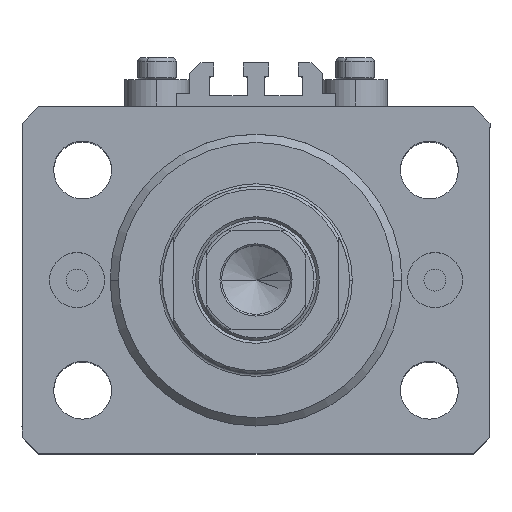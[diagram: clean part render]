
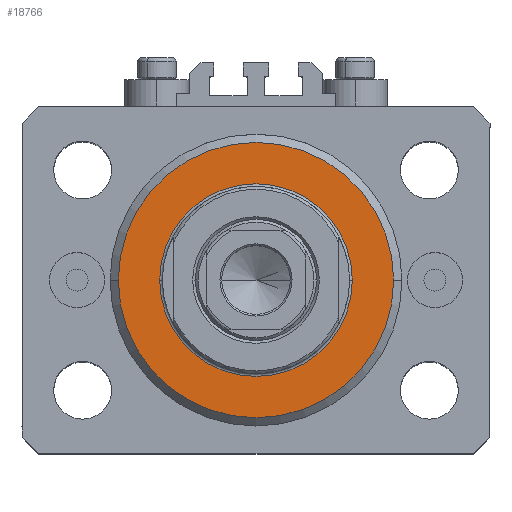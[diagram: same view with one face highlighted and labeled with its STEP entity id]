
A CAD part, top view. The second image highlights one B-rep face of the part: STEP entity #18766.
In plain terms, the highlighted face is planar.
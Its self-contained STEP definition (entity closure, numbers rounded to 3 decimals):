
#45 = CIRCLE ( 'NONE', #45786, 17.5 ) ;
#122 = CARTESIAN_POINT ( 'NONE',  ( 0., 0., 0. ) ) ;
#2534 = AXIS2_PLACEMENT_3D ( 'NONE', #13592, #36238, #17406 ) ;
#4903 = ORIENTED_EDGE ( 'NONE', *, *, #9695, .T. ) ;
#5944 = DIRECTION ( 'NONE',  ( 0., 0., 1. ) ) ;
#5987 = AXIS2_PLACEMENT_3D ( 'NONE', #39512, #22063, #6811 ) ;
#6662 = FACE_BOUND ( 'NONE', #45951, .T. ) ;
#6811 = DIRECTION ( 'NONE',  ( 1., 0., 0. ) ) ;
#9695 = EDGE_CURVE ( 'NONE', #40464, #17338, #28832, .T. ) ;
#10388 = EDGE_CURVE ( 'NONE', #24863, #22303, #15890, .T. ) ;
#10484 = EDGE_LOOP ( 'NONE', ( #45548, #46943 ) ) ;
#11394 = CARTESIAN_POINT ( 'NONE',  ( 25., 0., 0. ) ) ;
#13592 = CARTESIAN_POINT ( 'NONE',  ( 0., 0., 0. ) ) ;
#14561 = AXIS2_PLACEMENT_3D ( 'NONE', #43417, #44115, #36233 ) ;
#15890 = CIRCLE ( 'NONE', #25774, 25. ) ;
#17338 = VERTEX_POINT ( 'NONE', #17964 ) ;
#17406 = DIRECTION ( 'NONE',  ( 1., 0., 0. ) ) ;
#17964 = CARTESIAN_POINT ( 'NONE',  ( -17.5, 0., 0. ) ) ;
#18766 = ADVANCED_FACE ( 'NONE', ( #6662, #47233 ), #39364, .F. ) ;
#21355 = EDGE_CURVE ( 'NONE', #17338, #40464, #45, .T. ) ;
#22063 = DIRECTION ( 'NONE',  ( 0., 0., 1. ) ) ;
#22287 = EDGE_CURVE ( 'NONE', #22303, #24863, #44275, .T. ) ;
#22303 = VERTEX_POINT ( 'NONE', #11394 ) ;
#24863 = VERTEX_POINT ( 'NONE', #37423 ) ;
#25774 = AXIS2_PLACEMENT_3D ( 'NONE', #122, #33047, #35926 ) ;
#27600 = ORIENTED_EDGE ( 'NONE', *, *, #21355, .T. ) ;
#27665 = CARTESIAN_POINT ( 'NONE',  ( 0., 0., 0. ) ) ;
#28832 = CIRCLE ( 'NONE', #5987, 17.5 ) ;
#29216 = CARTESIAN_POINT ( 'NONE',  ( 17.5, 0., 0. ) ) ;
#33047 = DIRECTION ( 'NONE',  ( 0., 0., -1. ) ) ;
#35063 = DIRECTION ( 'NONE',  ( 1., 0., 0. ) ) ;
#35926 = DIRECTION ( 'NONE',  ( 1., 0., 0. ) ) ;
#36233 = DIRECTION ( 'NONE',  ( 1., 0., 0. ) ) ;
#36238 = DIRECTION ( 'NONE',  ( 0., 0., 1. ) ) ;
#37423 = CARTESIAN_POINT ( 'NONE',  ( -25., 0., 0. ) ) ;
#39364 = PLANE ( 'NONE',  #2534 ) ;
#39512 = CARTESIAN_POINT ( 'NONE',  ( 0., 0., 0. ) ) ;
#40464 = VERTEX_POINT ( 'NONE', #29216 ) ;
#43417 = CARTESIAN_POINT ( 'NONE',  ( 0., 0., 0. ) ) ;
#44115 = DIRECTION ( 'NONE',  ( 0., 0., -1. ) ) ;
#44275 = CIRCLE ( 'NONE', #14561, 25. ) ;
#45548 = ORIENTED_EDGE ( 'NONE', *, *, #22287, .T. ) ;
#45786 = AXIS2_PLACEMENT_3D ( 'NONE', #27665, #5944, #35063 ) ;
#45951 = EDGE_LOOP ( 'NONE', ( #4903, #27600 ) ) ;
#46943 = ORIENTED_EDGE ( 'NONE', *, *, #10388, .T. ) ;
#47233 = FACE_OUTER_BOUND ( 'NONE', #10484, .T. ) ;
